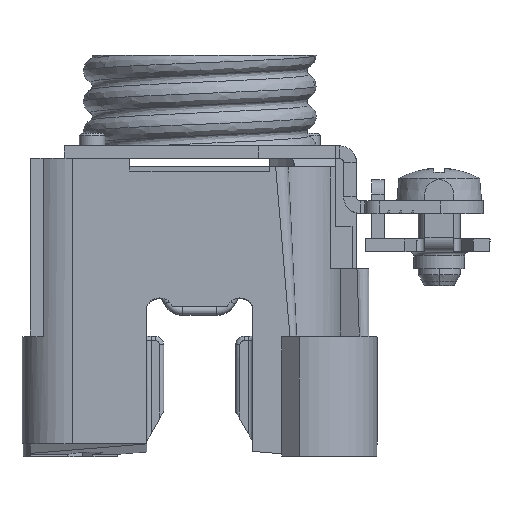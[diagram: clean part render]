
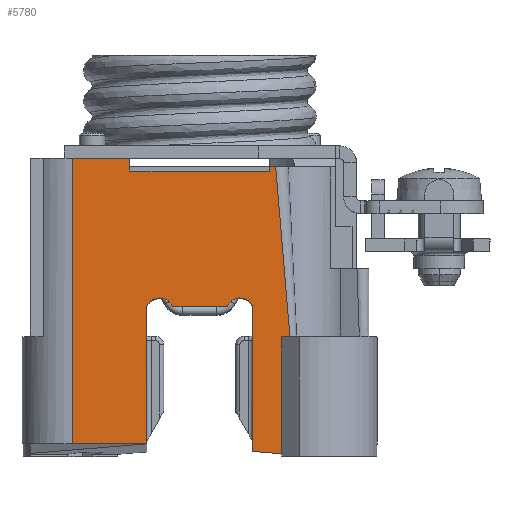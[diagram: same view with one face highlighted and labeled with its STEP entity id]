
A CAD part, top view. The second image highlights one B-rep face of the part: STEP entity #5780.
In plain terms, the highlighted planar face has unit normal (0, 0, 1).
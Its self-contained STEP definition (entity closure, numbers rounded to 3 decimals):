
#133=DIRECTION('',(-1.,0.,0.));
#134=VECTOR('',#133,6.75);
#135=CARTESIAN_POINT('',(-8.25,34.9,18.5));
#136=LINE('',#135,#134);
#201=DIRECTION('',(-0.997,0.077,0.));
#202=VECTOR('',#201,3.46);
#203=CARTESIAN_POINT('',(9.7,0.,18.5));
#204=LINE('',#203,#202);
#208=CARTESIAN_POINT('',(4.75,16.775,18.5));
#209=DIRECTION('',(0.,0.,1.));
#210=DIRECTION('',(0.923,0.385,0.));
#211=AXIS2_PLACEMENT_3D('',#208,#209,#210);
#216=CARTESIAN_POINT('',(-4.75,16.775,18.5));
#217=DIRECTION('',(0.,0.,1.));
#218=DIRECTION('',(0.923,0.385,0.));
#219=AXIS2_PLACEMENT_3D('',#216,#217,#218);
#224=DIRECTION('',(0.,-1.,0.));
#225=VECTOR('',#224,16.2);
#226=CARTESIAN_POINT('',(-6.25,17.4,18.5));
#227=LINE('',#226,#225);
#231=DIRECTION('',(-1.,0.,0.));
#232=VECTOR('',#231,8.75);
#233=CARTESIAN_POINT('',(-6.25,1.2,18.5));
#234=LINE('',#233,#232);
#238=DIRECTION('',(0.,-1.,0.));
#239=VECTOR('',#238,1.5);
#240=CARTESIAN_POINT('',(-8.25,34.9,18.5));
#241=LINE('',#240,#239);
#245=DIRECTION('',(1.,0.,0.));
#246=VECTOR('',#245,16.5);
#247=CARTESIAN_POINT('',(-8.25,33.4,18.5));
#248=LINE('',#247,#246);
#252=DIRECTION('',(0.084,-0.996,0.));
#253=VECTOR('',#252,20.171);
#254=CARTESIAN_POINT('',(8.969,33.9,18.5));
#255=LINE('',#254,#253);
#259=DIRECTION('',(-1.,0.,0.));
#260=VECTOR('',#259,0.959);
#261=CARTESIAN_POINT('',(10.659,13.8,18.5));
#262=LINE('',#261,#260);
#385=DIRECTION('',(0.,1.,0.));
#386=VECTOR('',#385,13.8);
#387=CARTESIAN_POINT('',(9.7,0.,18.5));
#388=LINE('',#387,#386);
#537=DIRECTION('',(-1.,0.,0.));
#538=VECTOR('',#537,0.719);
#539=CARTESIAN_POINT('',(8.969,33.9,18.5));
#540=LINE('',#539,#538);
#2030=DIRECTION('',(0.,-1.,0.));
#2031=VECTOR('',#2030,33.7);
#2032=CARTESIAN_POINT('',(-15.,34.9,18.5));
#2033=LINE('',#2032,#2031);
#2241=DIRECTION('',(0.,-1.,0.));
#2242=VECTOR('',#2241,17.132);
#2243=CARTESIAN_POINT('',(6.25,17.4,18.5));
#2244=LINE('',#2243,#2242);
#3489=DIRECTION('',(0.,-1.,0.));
#3490=VECTOR('',#3489,0.5);
#3491=CARTESIAN_POINT('',(8.25,33.9,18.5));
#3492=LINE('',#3491,#3490);
#3598=DIRECTION('',(1.,0.,0.));
#3599=VECTOR('',#3598,6.5);
#3600=CARTESIAN_POINT('',(-3.25,17.4,18.5));
#3601=LINE('',#3600,#3599);
#4922=CARTESIAN_POINT('',(-8.25,34.9,18.5));
#4923=CARTESIAN_POINT('',(-15.,34.9,18.5));
#4924=VERTEX_POINT('',#4922);
#4925=VERTEX_POINT('',#4923);
#5022=CARTESIAN_POINT('',(-15.,1.2,18.5));
#5023=VERTEX_POINT('',#5022);
#5024=CARTESIAN_POINT('',(-6.25,1.2,18.5));
#5025=VERTEX_POINT('',#5024);
#5030=CARTESIAN_POINT('',(6.25,0.268,18.5));
#5031=VERTEX_POINT('',#5030);
#5032=CARTESIAN_POINT('',(9.7,0.,18.5));
#5033=VERTEX_POINT('',#5032);
#5071=CARTESIAN_POINT('',(9.7,13.8,18.5));
#5072=VERTEX_POINT('',#5071);
#5077=CARTESIAN_POINT('',(6.25,17.4,18.5));
#5078=VERTEX_POINT('',#5077);
#5079=CARTESIAN_POINT('',(3.25,17.4,18.5));
#5080=VERTEX_POINT('',#5079);
#5081=CARTESIAN_POINT('',(-3.25,17.4,18.5));
#5082=VERTEX_POINT('',#5081);
#5083=CARTESIAN_POINT('',(-6.25,17.4,18.5));
#5084=VERTEX_POINT('',#5083);
#5085=CARTESIAN_POINT('',(-8.25,33.4,18.5));
#5086=VERTEX_POINT('',#5085);
#5087=CARTESIAN_POINT('',(8.25,33.4,18.5));
#5088=VERTEX_POINT('',#5087);
#5089=CARTESIAN_POINT('',(8.25,33.9,18.5));
#5090=VERTEX_POINT('',#5089);
#5091=CARTESIAN_POINT('',(8.969,33.9,18.5));
#5092=VERTEX_POINT('',#5091);
#5093=CARTESIAN_POINT('',(10.659,13.8,18.5));
#5094=VERTEX_POINT('',#5093);
#5742=CARTESIAN_POINT('',(-20.,0.,18.5));
#5743=DIRECTION('',(0.,0.,1.));
#5744=DIRECTION('',(1.,0.,0.));
#5745=AXIS2_PLACEMENT_3D('',#5742,#5743,#5744);
#5746=PLANE('',#5745);
#5748=ORIENTED_EDGE('',*,*,#5747,.T.);
#5750=ORIENTED_EDGE('',*,*,#5749,.F.);
#5752=ORIENTED_EDGE('',*,*,#5751,.T.);
#5754=ORIENTED_EDGE('',*,*,#5753,.F.);
#5756=ORIENTED_EDGE('',*,*,#5755,.T.);
#5758=ORIENTED_EDGE('',*,*,#5757,.T.);
#5760=ORIENTED_EDGE('',*,*,#5759,.T.);
#5762=ORIENTED_EDGE('',*,*,#5761,.F.);
#5763=ORIENTED_EDGE('',*,*,#5710,.F.);
#5765=ORIENTED_EDGE('',*,*,#5764,.T.);
#5767=ORIENTED_EDGE('',*,*,#5766,.T.);
#5769=ORIENTED_EDGE('',*,*,#5768,.F.);
#5771=ORIENTED_EDGE('',*,*,#5770,.F.);
#5773=ORIENTED_EDGE('',*,*,#5772,.T.);
#5775=ORIENTED_EDGE('',*,*,#5774,.T.);
#5777=ORIENTED_EDGE('',*,*,#5776,.F.);
#5778=EDGE_LOOP('',(#5748,#5750,#5752,#5754,#5756,#5758,#5760,#5762,#5763,#5765,
#5767,#5769,#5771,#5773,#5775,#5777));
#5779=FACE_OUTER_BOUND('',#5778,.F.);
#212=CIRCLE('',#211,1.625);
#220=CIRCLE('',#219,1.625);
#5710=EDGE_CURVE('',#4924,#4925,#136,.T.);
#5747=EDGE_CURVE('',#5033,#5031,#204,.T.);
#5749=EDGE_CURVE('',#5078,#5031,#2244,.T.);
#5751=EDGE_CURVE('',#5078,#5080,#212,.T.);
#5753=EDGE_CURVE('',#5082,#5080,#3601,.T.);
#5755=EDGE_CURVE('',#5082,#5084,#220,.T.);
#5757=EDGE_CURVE('',#5084,#5025,#227,.T.);
#5759=EDGE_CURVE('',#5025,#5023,#234,.T.);
#5761=EDGE_CURVE('',#4925,#5023,#2033,.T.);
#5764=EDGE_CURVE('',#4924,#5086,#241,.T.);
#5766=EDGE_CURVE('',#5086,#5088,#248,.T.);
#5768=EDGE_CURVE('',#5090,#5088,#3492,.T.);
#5770=EDGE_CURVE('',#5092,#5090,#540,.T.);
#5772=EDGE_CURVE('',#5092,#5094,#255,.T.);
#5774=EDGE_CURVE('',#5094,#5072,#262,.T.);
#5776=EDGE_CURVE('',#5033,#5072,#388,.T.);
#5780=ADVANCED_FACE('',(#5779),#5746,.T.);
